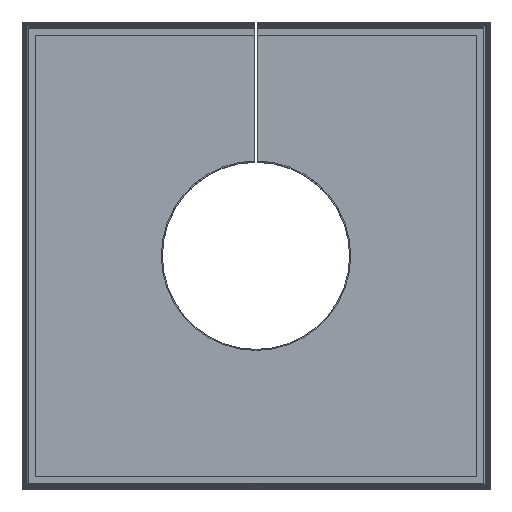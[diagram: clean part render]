
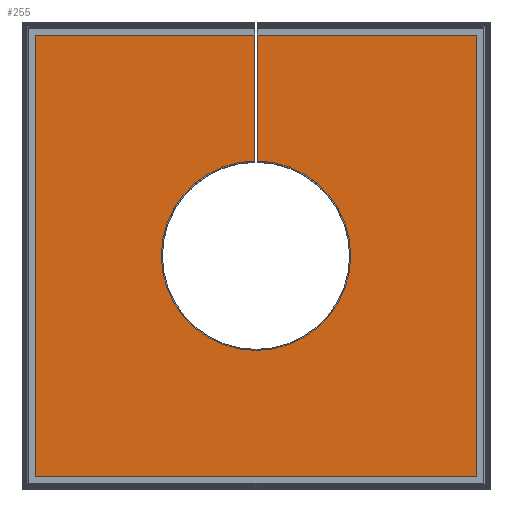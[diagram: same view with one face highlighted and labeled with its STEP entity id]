
A CAD part, top view. The second image highlights one B-rep face of the part: STEP entity #255.
In plain terms, the highlighted planar face has unit normal (0, 0, 1).
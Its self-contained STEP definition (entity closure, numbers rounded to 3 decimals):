
#59=CIRCLE('',#2163,8.5);
#255=ADVANCED_FACE('',(#453),#354,.T.);
#354=PLANE('',#2164);
#453=FACE_OUTER_BOUND('',#573,.T.);
#573=EDGE_LOOP('',(#1018,#1019,#1020,#1021,#1022,#1023,#1024,#1025));
#1018=ORIENTED_EDGE('',*,*,#1601,.F.);
#1019=ORIENTED_EDGE('',*,*,#1602,.T.);
#1020=ORIENTED_EDGE('',*,*,#1603,.T.);
#1021=ORIENTED_EDGE('',*,*,#1604,.T.);
#1022=ORIENTED_EDGE('',*,*,#1605,.T.);
#1023=ORIENTED_EDGE('',*,*,#1402,.T.);
#1024=ORIENTED_EDGE('',*,*,#1606,.T.);
#1025=ORIENTED_EDGE('',*,*,#1607,.F.);
#1208=VERTEX_POINT('',#2716);
#1210=VERTEX_POINT('',#2719);
#1334=VERTEX_POINT('',#3523);
#1335=VERTEX_POINT('',#3524);
#1336=VERTEX_POINT('',#3526);
#1337=VERTEX_POINT('',#3528);
#1338=VERTEX_POINT('',#3530);
#1339=VERTEX_POINT('',#3533);
#1402=EDGE_CURVE('',#1210,#1208,#1694,.T.);
#1601=EDGE_CURVE('',#1334,#1335,#1826,.T.);
#1602=EDGE_CURVE('',#1334,#1336,#1827,.T.);
#1603=EDGE_CURVE('',#1336,#1337,#1828,.T.);
#1604=EDGE_CURVE('',#1337,#1338,#1829,.T.);
#1605=EDGE_CURVE('',#1338,#1210,#1830,.T.);
#1606=EDGE_CURVE('',#1208,#1339,#1831,.T.);
#1607=EDGE_CURVE('',#1335,#1339,#59,.T.);
#1694=LINE('',#2718,#1898);
#1826=LINE('',#3522,#2042);
#1827=LINE('',#3525,#2043);
#1828=LINE('',#3527,#2044);
#1829=LINE('',#3529,#2045);
#1830=LINE('',#3531,#2046);
#1831=LINE('',#3532,#2047);
#1898=VECTOR('',#2249,1.);
#2042=VECTOR('',#2533,1.);
#2043=VECTOR('',#2534,1.);
#2044=VECTOR('',#2535,1.);
#2045=VECTOR('',#2536,1.);
#2046=VECTOR('',#2537,1.);
#2047=VECTOR('',#2538,1.);
#2163=AXIS2_PLACEMENT_3D('',#3534,#2539,#2540);
#2164=AXIS2_PLACEMENT_3D('',#3535,#2541,#2542);
#2249=DIRECTION('',(-1.,0.,0.));
#2533=DIRECTION('',(0.,-1.,0.));
#2534=DIRECTION('',(-1.,0.,0.));
#2535=DIRECTION('',(0.,-1.,0.));
#2536=DIRECTION('',(1.,0.,0.));
#2537=DIRECTION('',(0.,1.,0.));
#2538=DIRECTION('',(0.,-1.,0.));
#2539=DIRECTION('',(0.,0.,1.));
#2540=DIRECTION('',(1.,0.,0.));
#2541=DIRECTION('',(0.,0.,1.));
#2542=DIRECTION('',(-1.,0.,0.));
#2716=CARTESIAN_POINT('',(0.1,19.8,17.7));
#2718=CARTESIAN_POINT('',(19.8,19.8,17.7));
#2719=CARTESIAN_POINT('',(19.8,19.8,17.7));
#3522=CARTESIAN_POINT('',(-0.1,0.,17.7));
#3523=CARTESIAN_POINT('',(-0.1,19.8,17.7));
#3524=CARTESIAN_POINT('',(-0.1,8.499,17.7));
#3525=CARTESIAN_POINT('',(19.8,19.8,17.7));
#3526=CARTESIAN_POINT('',(-19.8,19.8,17.7));
#3527=CARTESIAN_POINT('',(-19.8,19.8,17.7));
#3528=CARTESIAN_POINT('',(-19.8,-19.8,17.7));
#3529=CARTESIAN_POINT('',(-19.8,-19.8,17.7));
#3530=CARTESIAN_POINT('',(19.8,-19.8,17.7));
#3531=CARTESIAN_POINT('',(19.8,-19.8,17.7));
#3532=CARTESIAN_POINT('',(0.1,0.,17.7));
#3533=CARTESIAN_POINT('',(0.1,8.499,17.7));
#3534=CARTESIAN_POINT('',(0.,0.,17.7));
#3535=CARTESIAN_POINT('',(0.,0.,17.7));
